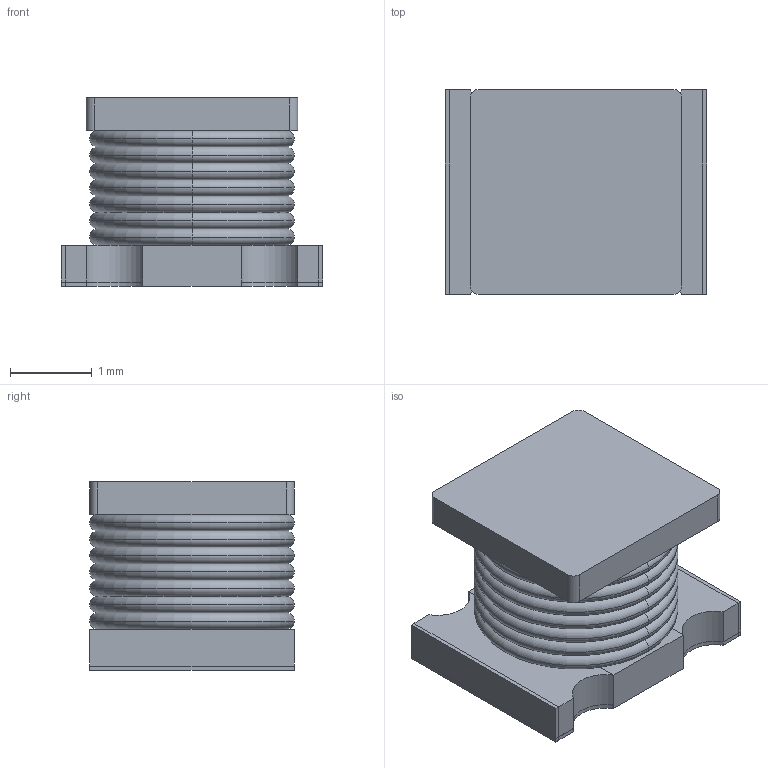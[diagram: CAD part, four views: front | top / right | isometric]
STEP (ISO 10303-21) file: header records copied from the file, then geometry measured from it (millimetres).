
FILE_DESCRIPTION((''),'2;1');
FILE_NAME('IND_MURATA-PS_8200.stp','2014-07-21T09:55:45',(''),(''),'Mechanical Desktop 2011','Mechanical Desktop 2011',', , ');
FILE_SCHEMA(('AUTOMOTIVE_DESIGN { 1 2 10303 214 1 1 1 1 }'));
Length unit declared in the file: millimetre
Products named in the file (1): Product
Bounding box: 3.2 x 2.5 x 2.3 mm (x, y, z)
Volume: 8 mm3; surface area: 89.1 mm2
Topology: 15 solids, 15 shells, 88 faces, 188 edges, 116 vertices
Faces by surface type: torus 28, bspline 28, plane 24, cylinder 8
Entity records: 2493 total; most frequent: CARTESIAN_POINT 533, DIRECTION 390, ORIENTED_EDGE 376, EDGE_CURVE 188, AXIS2_PLACEMENT_3D 141, VERTEX_POINT 116, VECTOR 108, LINE 108
